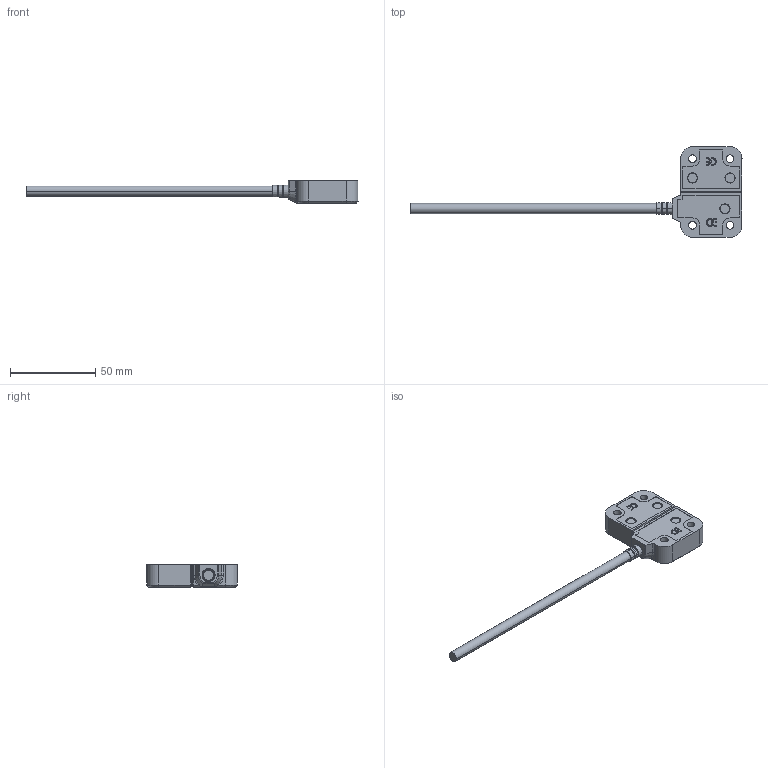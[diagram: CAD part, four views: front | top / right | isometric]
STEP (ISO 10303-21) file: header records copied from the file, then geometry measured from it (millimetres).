
FILE_DESCRIPTION (( 'STEP AP214' ), '1' );
FILE_NAME ('MPR-114014.step', '2017-09-27T16:42:26', ( '' ), ( '' ), 'SwSTEP 2.0', 'SolidWorks 2017', '' );
FILE_SCHEMA (( 'AUTOMOTIVE_DESIGN' ));
Length unit declared in the file: inch
Products named in the file (3): MPR-114014_1; MPR-114014_2; MPR-114014
Assembly tree (2 placements, depth 2):
  MPR-114014
    MPR-114014_1
    MPR-114014_2
Bounding box: 194.52 x 53 x 13.4 mm (x, y, z)
Volume: 17350 mm3; surface area: 19079.1 mm2
Topology: 9 solids, 9 shells, 1116 faces, 2873 edges, 1802 vertices
Faces by surface type: plane 493, cylinder 327, bspline 260, cone 36
Entity records: 42432 total; most frequent: CARTESIAN_POINT 16787, ORIENTED_EDGE 5682, DIRECTION 4731, EDGE_CURVE 2841, VERTEX_POINT 1802, LINE 1689, VECTOR 1689, AXIS2_PLACEMENT_3D 1521
